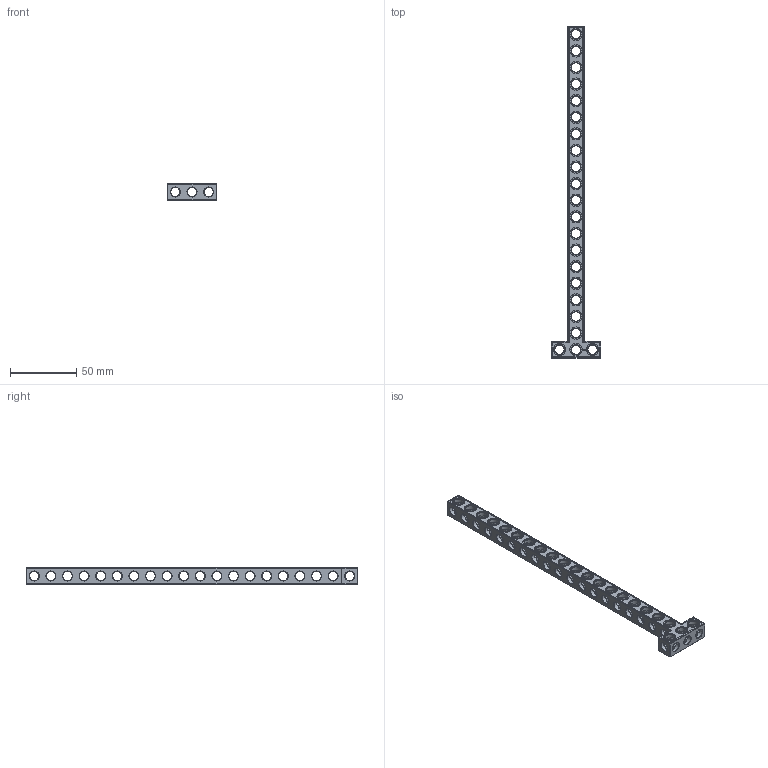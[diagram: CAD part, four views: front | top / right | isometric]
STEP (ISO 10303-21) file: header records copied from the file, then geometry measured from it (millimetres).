
FILE_DESCRIPTION(('FreeCAD Model'),'2;1');
FILE_NAME('Open CASCADE Shape Model','2021-08-07T21:43:46',( 'Paulo Kiefe'),('STEMFIE.org'),'Open CASCADE STEP processor 7.4', 'FreeCAD','Unknown');
FILE_SCHEMA(('AUTOMOTIVE_DESIGN { 1 0 10303 214 1 1 1 1 }'));
Products named in the file (1): Beam_TSH_SYM_ESS_BU03x20x01_-_SPN-BEM-1018_(stemfie.org)
Bounding box: 37.5 x 250 x 12.5 mm (x, y, z)
Volume: 21474.6 mm3; surface area: 19283.1 mm2
Topology: 1 solids, 1 shells, 766 faces, 2360 edges, 1564 vertices
Faces by surface type: plane 401, extrusion 142, cylinder 133, cone 90
Full cylindrical faces by diameter (mm): 7 x111, 9.2 x22
Entity records: 70666 total; most frequent: CARTESIAN_POINT 20823, DIRECTION 7422, ORIENTED_EDGE 4720, PCURVE 4720, DEFINITIONAL_REPRESENTATION 4720, VECTOR 4660, LINE 4518, EDGE_CURVE 2360
